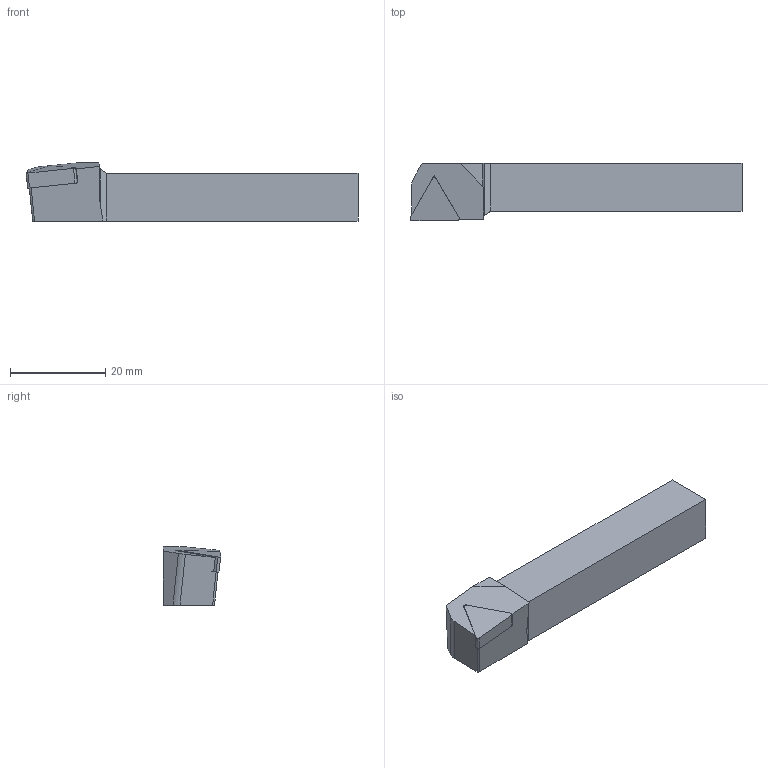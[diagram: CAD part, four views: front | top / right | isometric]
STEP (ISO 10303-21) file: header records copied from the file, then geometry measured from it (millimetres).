
FILE_DESCRIPTION(/* description */ (''),/* implementation_level */ '2;1');
FILE_NAME(/* name */ 'PTGNR-1010-E11.stp',/* time_stamp */ '2023-09-29T16:17:31+03:00',/* author */ (''),/* organization */ (''),/* preprocessor_version */ 'ST-DEVELOPER v19.4',/* originating_system */ 'SIEMENS PLM Software NX2306.3001',/* authorisation */ '');
FILE_SCHEMA (('AUTOMOTIVE_DESIGN { 1 0 10303 214 3 1 1 1 }'));
Length unit declared in the file: millimetre
Products named in the file (1): PTGNR-1010-E11
Bounding box: 69.71 x 12 x 12.2 mm (x, y, z)
Volume: 7277.9 mm3; surface area: 3277.9 mm2
Topology: 2 solids, 2 shells, 27 faces, 67 edges, 44 vertices
Faces by surface type: plane 22, cylinder 5
Entity records: 881 total; most frequent: CARTESIAN_POINT 139, ORIENTED_EDGE 134, DIRECTION 133, EDGE_CURVE 67, LINE 57, VECTOR 57, VERTEX_POINT 44, AXIS2_PLACEMENT_3D 38
